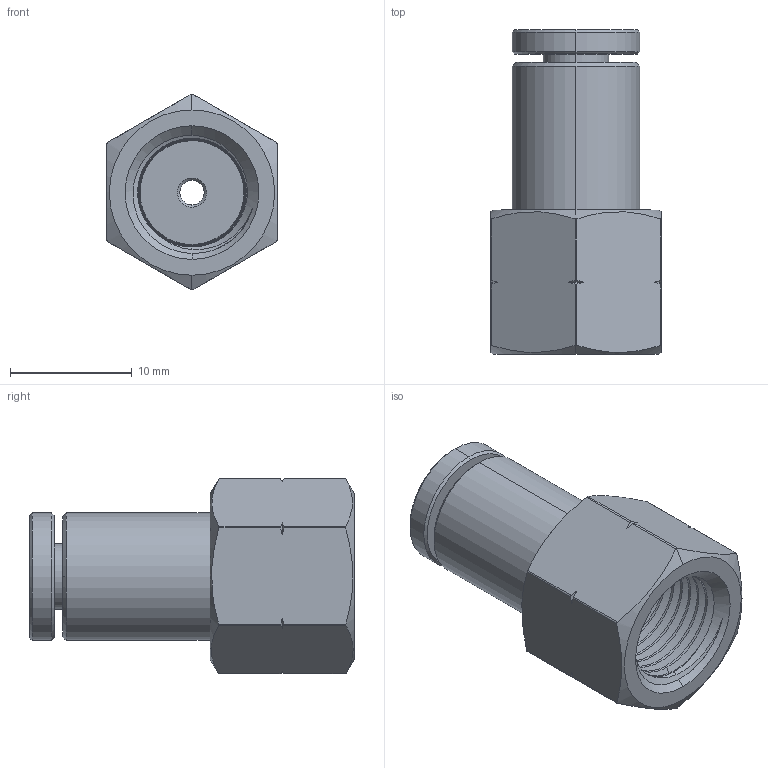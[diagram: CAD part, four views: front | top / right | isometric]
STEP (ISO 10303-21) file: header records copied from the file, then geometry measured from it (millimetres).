
FILE_DESCRIPTION (( 'STEP AP203' ), '1' );
FILE_NAME ('FCS1-8N1-8W.step', '2016-12-15T23:28:30', ( '' ), ( '' ), 'SwSTEP 2.0', 'SolidWorks 2016', '' );
FILE_SCHEMA (( 'CONFIG_CONTROL_DESIGN' ));
Length unit declared in the file: millimetre
Products named in the file (1): FCS1-8N1-8W
Bounding box: 14 x 26.69 x 16.12 mm (x, y, z)
Volume: 2305.8 mm3; surface area: 2984.4 mm2
Topology: 5 solids, 5 shells, 332 faces, 923 edges, 605 vertices
Faces by surface type: cone 120, plane 104, cylinder 62, bspline 46
Entity records: 14722 total; most frequent: CARTESIAN_POINT 6961, ORIENTED_EDGE 1846, DIRECTION 1294, EDGE_CURVE 923, VERTEX_POINT 605, AXIS2_PLACEMENT_3D 531, B_SPLINE_CURVE_WITH_KNOTS 447, EDGE_LOOP 346
